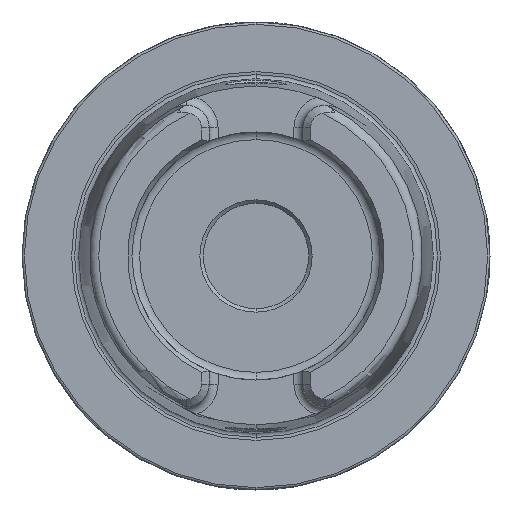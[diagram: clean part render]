
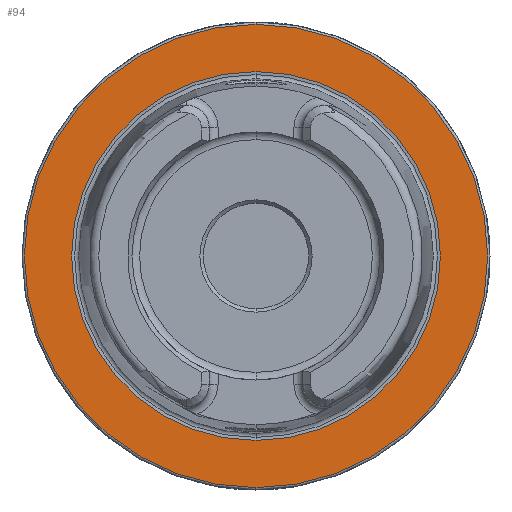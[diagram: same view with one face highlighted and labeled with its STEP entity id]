
A CAD part, left-side view. The second image highlights one B-rep face of the part: STEP entity #94.
In plain terms, the highlighted planar face has unit normal (-1, 0, 0).
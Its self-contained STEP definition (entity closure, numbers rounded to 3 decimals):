
#94 = ADVANCED_FACE ( 'NONE', ( #6557, #7399 ), #1154, .F. ) ;
#229 = CARTESIAN_POINT ( 'NONE',  ( 0., 0., 0. ) ) ;
#295 = AXIS2_PLACEMENT_3D ( 'NONE', #7083, #4685, #5830 ) ;
#351 = ORIENTED_EDGE ( 'NONE', *, *, #4113, .F. ) ;
#397 = CIRCLE ( 'NONE', #3703, 39.405 ) ;
#618 = DIRECTION ( 'NONE',  ( -1., 0., 0. ) ) ;
#807 = DIRECTION ( 'NONE',  ( 0., 0., 1. ) ) ;
#850 = EDGE_CURVE ( 'NONE', #2942, #7488, #7320, .T. ) ;
#1008 = EDGE_LOOP ( 'NONE', ( #6769, #6416 ) ) ;
#1011 = VERTEX_POINT ( 'NONE', #5246 ) ;
#1154 = PLANE ( 'NONE',  #6881 ) ;
#1242 = DIRECTION ( 'NONE',  ( 0., 0., 1. ) ) ;
#1364 = VERTEX_POINT ( 'NONE', #5524 ) ;
#1379 = DIRECTION ( 'NONE',  ( -1., 0., 0. ) ) ;
#1560 = AXIS2_PLACEMENT_3D ( 'NONE', #3056, #7296, #2462 ) ;
#1667 = ORIENTED_EDGE ( 'NONE', *, *, #6620, .F. ) ;
#1945 = EDGE_LOOP ( 'NONE', ( #351, #1667 ) ) ;
#2462 = DIRECTION ( 'NONE',  ( 0., 0., 1. ) ) ;
#2501 = CARTESIAN_POINT ( 'NONE',  ( 0., 0., 49.5 ) ) ;
#2942 = VERTEX_POINT ( 'NONE', #2501 ) ;
#2944 = CIRCLE ( 'NONE', #1560, 49.5 ) ;
#3056 = CARTESIAN_POINT ( 'NONE',  ( 0., 0., 0. ) ) ;
#3703 = AXIS2_PLACEMENT_3D ( 'NONE', #229, #1379, #807 ) ;
#4113 = EDGE_CURVE ( 'NONE', #1364, #1011, #7018, .T. ) ;
#4162 = CARTESIAN_POINT ( 'NONE',  ( 0., 0., 0. ) ) ;
#4403 = CARTESIAN_POINT ( 'NONE',  ( 0., 0., -49.5 ) ) ;
#4685 = DIRECTION ( 'NONE',  ( -1., 0., 0. ) ) ;
#4903 = DIRECTION ( 'NONE',  ( 1., 0., 0. ) ) ;
#5246 = CARTESIAN_POINT ( 'NONE',  ( 0., 0., -39.405 ) ) ;
#5397 = DIRECTION ( 'NONE',  ( 0., 0., -1. ) ) ;
#5524 = CARTESIAN_POINT ( 'NONE',  ( 0., 0., 39.405 ) ) ;
#5830 = DIRECTION ( 'NONE',  ( 0., 0., 1. ) ) ;
#6227 = EDGE_CURVE ( 'NONE', #7488, #2942, #2944, .T. ) ;
#6416 = ORIENTED_EDGE ( 'NONE', *, *, #6227, .T. ) ;
#6530 = AXIS2_PLACEMENT_3D ( 'NONE', #4162, #618, #1242 ) ;
#6557 = FACE_BOUND ( 'NONE', #1945, .T. ) ;
#6620 = EDGE_CURVE ( 'NONE', #1011, #1364, #397, .T. ) ;
#6769 = ORIENTED_EDGE ( 'NONE', *, *, #850, .T. ) ;
#6881 = AXIS2_PLACEMENT_3D ( 'NONE', #7145, #4903, #5397 ) ;
#7018 = CIRCLE ( 'NONE', #295, 39.405 ) ;
#7083 = CARTESIAN_POINT ( 'NONE',  ( 0., 0., 0. ) ) ;
#7145 = CARTESIAN_POINT ( 'NONE',  ( 0., 49.5, 0. ) ) ;
#7296 = DIRECTION ( 'NONE',  ( -1., 0., 0. ) ) ;
#7320 = CIRCLE ( 'NONE', #6530, 49.5 ) ;
#7399 = FACE_OUTER_BOUND ( 'NONE', #1008, .T. ) ;
#7488 = VERTEX_POINT ( 'NONE', #4403 ) ;
